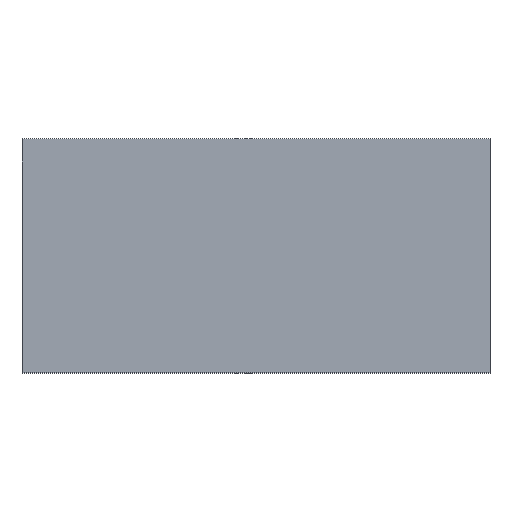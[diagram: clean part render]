
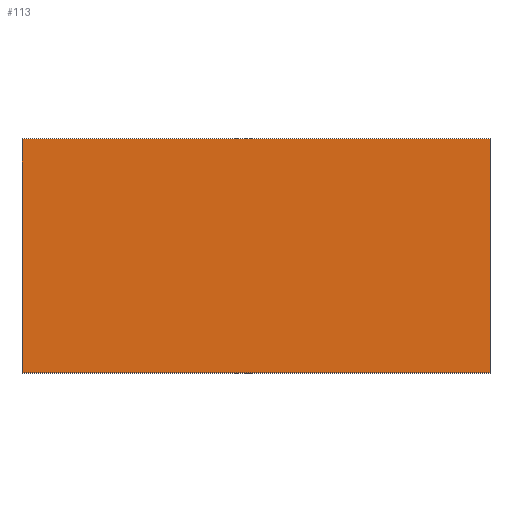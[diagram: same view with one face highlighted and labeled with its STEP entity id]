
A CAD part, top view. The second image highlights one B-rep face of the part: STEP entity #113.
In plain terms, the highlighted planar face has unit normal (0, 0, 1).
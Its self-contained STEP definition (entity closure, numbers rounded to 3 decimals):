
#1 = EDGE_CURVE ( 'NONE', #41, #124, #185, .T. ) ;
#2 = ORIENTED_EDGE ( 'NONE', *, *, #101, .T. ) ;
#11 = LINE ( 'NONE', #85, #132 ) ;
#19 = VECTOR ( 'NONE', #173, 1000. ) ;
#22 = DIRECTION ( 'NONE',  ( 1., 0., 0. ) ) ;
#25 = CARTESIAN_POINT ( 'NONE',  ( 0., 0., 3. ) ) ;
#27 = CARTESIAN_POINT ( 'NONE',  ( -12.5, -6.25, 3. ) ) ;
#34 = VECTOR ( 'NONE', #231, 1000. ) ;
#41 = VERTEX_POINT ( 'NONE', #227 ) ;
#48 = EDGE_LOOP ( 'NONE', ( #2, #134, #164, #88 ) ) ;
#54 = CARTESIAN_POINT ( 'NONE',  ( 12.5, 6.25, 3. ) ) ;
#58 = CARTESIAN_POINT ( 'NONE',  ( -12.5, 6.25, 3. ) ) ;
#63 = VECTOR ( 'NONE', #22, 1000. ) ;
#70 = DIRECTION ( 'NONE',  ( 1., 0., 0. ) ) ;
#84 = CARTESIAN_POINT ( 'NONE',  ( 12.5, -6.25, 3. ) ) ;
#85 = CARTESIAN_POINT ( 'NONE',  ( 12.5, 6.25, 3. ) ) ;
#88 = ORIENTED_EDGE ( 'NONE', *, *, #165, .T. ) ;
#94 = LINE ( 'NONE', #229, #19 ) ;
#101 = EDGE_CURVE ( 'NONE', #182, #41, #104, .T. ) ;
#104 = LINE ( 'NONE', #27, #34 ) ;
#113 = ADVANCED_FACE ( 'NONE', ( #115 ), #193, .T. ) ;
#115 = FACE_OUTER_BOUND ( 'NONE', #48, .T. ) ;
#124 = VERTEX_POINT ( 'NONE', #176 ) ;
#132 = VECTOR ( 'NONE', #143, 1000. ) ;
#134 = ORIENTED_EDGE ( 'NONE', *, *, #1, .T. ) ;
#143 = DIRECTION ( 'NONE',  ( -1., 0., 0. ) ) ;
#151 = VERTEX_POINT ( 'NONE', #54 ) ;
#164 = ORIENTED_EDGE ( 'NONE', *, *, #200, .T. ) ;
#165 = EDGE_CURVE ( 'NONE', #151, #182, #11, .T. ) ;
#173 = DIRECTION ( 'NONE',  ( 0., 1., 0. ) ) ;
#176 = CARTESIAN_POINT ( 'NONE',  ( 12.5, -6.25, 3. ) ) ;
#182 = VERTEX_POINT ( 'NONE', #58 ) ;
#185 = LINE ( 'NONE', #84, #63 ) ;
#191 = DIRECTION ( 'NONE',  ( 0., 0., 1. ) ) ;
#193 = PLANE ( 'NONE',  #215 ) ;
#200 = EDGE_CURVE ( 'NONE', #124, #151, #94, .T. ) ;
#215 = AXIS2_PLACEMENT_3D ( 'NONE', #25, #191, #70 ) ;
#227 = CARTESIAN_POINT ( 'NONE',  ( -12.5, -6.25, 3. ) ) ;
#229 = CARTESIAN_POINT ( 'NONE',  ( 12.5, -6.25, 3. ) ) ;
#231 = DIRECTION ( 'NONE',  ( 0., -1., 0. ) ) ;
